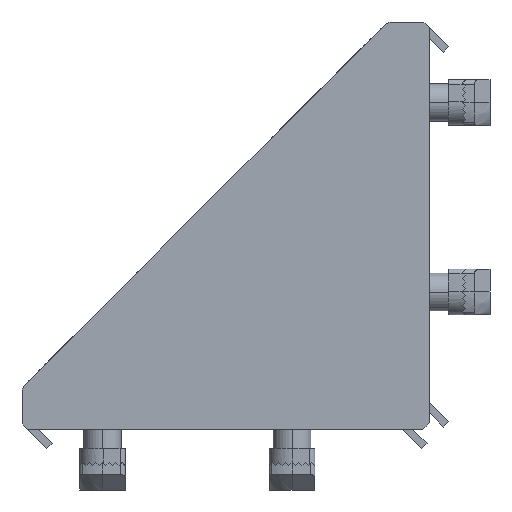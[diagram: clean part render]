
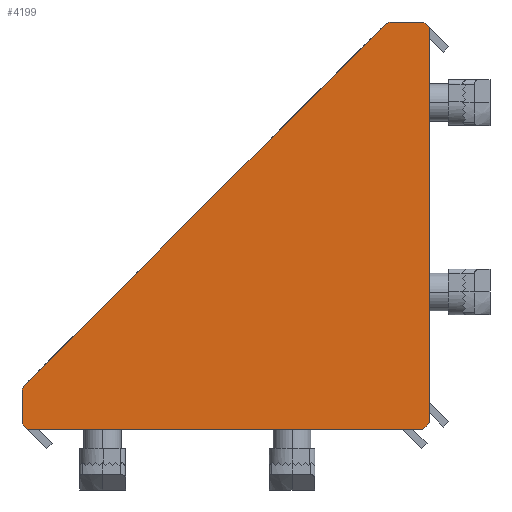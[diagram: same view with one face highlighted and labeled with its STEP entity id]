
A CAD part, left-side view. The second image highlights one B-rep face of the part: STEP entity #4199.
In plain terms, the highlighted planar face has unit normal (-1, 0, 0).
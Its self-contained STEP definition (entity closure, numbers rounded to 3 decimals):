
#362=DIRECTION('',(0.,-0.707,-0.707));
#363=VECTOR('',#362,1.622);
#364=CARTESIAN_POINT('',(-44.,1.147,86.));
#365=LINE('',#364,#363);
#369=DIRECTION('',(0.,0.,-1.));
#370=VECTOR('',#369,83.439);
#371=CARTESIAN_POINT('',(-44.,0.,84.853));
#372=LINE('',#371,#370);
#376=DIRECTION('',(0.,0.707,-0.707));
#377=VECTOR('',#376,2.);
#378=CARTESIAN_POINT('',(-44.,0.,1.414));
#379=LINE('',#378,#377);
#383=DIRECTION('',(0.,1.,0.));
#384=VECTOR('',#383,83.439);
#385=CARTESIAN_POINT('',(-44.,1.414,0.));
#386=LINE('',#385,#384);
#390=DIRECTION('',(0.,0.707,0.707));
#391=VECTOR('',#390,1.622);
#392=CARTESIAN_POINT('',(-44.,84.853,0.));
#393=LINE('',#392,#391);
#397=DIRECTION('',(0.,0.,1.));
#398=VECTOR('',#397,6.777);
#399=CARTESIAN_POINT('',(-44.,86.,1.147));
#400=LINE('',#399,#398);
#404=CARTESIAN_POINT('',(-44.,84.,7.924));
#405=DIRECTION('',(1.,0.,0.));
#406=DIRECTION('',(0.,1.,0.));
#407=AXIS2_PLACEMENT_3D('',#404,#405,#406);
#412=DIRECTION('',(0.,-0.707,0.707));
#413=VECTOR('',#412,107.588);
#414=CARTESIAN_POINT('',(-44.,85.414,9.338));
#415=LINE('',#414,#413);
#419=CARTESIAN_POINT('',(-44.,7.924,84.));
#420=DIRECTION('',(1.,0.,0.));
#421=DIRECTION('',(0.,0.707,0.707));
#422=AXIS2_PLACEMENT_3D('',#419,#420,#421);
#427=DIRECTION('',(0.,-1.,0.));
#428=VECTOR('',#427,6.777);
#429=CARTESIAN_POINT('',(-44.,7.924,86.));
#430=LINE('',#429,#428);
#3582=CARTESIAN_POINT('',(-44.,1.147,86.));
#3583=CARTESIAN_POINT('',(-44.,0.,84.853));
#3584=VERTEX_POINT('',#3582);
#3585=VERTEX_POINT('',#3583);
#3586=CARTESIAN_POINT('',(-44.,0.,1.414));
#3587=VERTEX_POINT('',#3586);
#3588=CARTESIAN_POINT('',(-44.,1.414,0.));
#3589=VERTEX_POINT('',#3588);
#3590=CARTESIAN_POINT('',(-44.,84.853,0.));
#3591=VERTEX_POINT('',#3590);
#3592=CARTESIAN_POINT('',(-44.,86.,1.147));
#3593=VERTEX_POINT('',#3592);
#3594=CARTESIAN_POINT('',(-44.,86.,7.924));
#3595=VERTEX_POINT('',#3594);
#3596=CARTESIAN_POINT('',(-44.,85.414,9.338));
#3597=VERTEX_POINT('',#3596);
#3598=CARTESIAN_POINT('',(-44.,9.338,85.414));
#3599=VERTEX_POINT('',#3598);
#3600=CARTESIAN_POINT('',(-44.,7.924,86.));
#3601=VERTEX_POINT('',#3600);
#4172=CARTESIAN_POINT('',(-44.,0.,0.));
#4173=DIRECTION('',(1.,0.,0.));
#4174=DIRECTION('',(0.,0.,-1.));
#4175=AXIS2_PLACEMENT_3D('',#4172,#4173,#4174);
#4176=PLANE('',#4175);
#4178=ORIENTED_EDGE('',*,*,#4177,.T.);
#4180=ORIENTED_EDGE('',*,*,#4179,.T.);
#4182=ORIENTED_EDGE('',*,*,#4181,.T.);
#4184=ORIENTED_EDGE('',*,*,#4183,.T.);
#4186=ORIENTED_EDGE('',*,*,#4185,.T.);
#4188=ORIENTED_EDGE('',*,*,#4187,.T.);
#4190=ORIENTED_EDGE('',*,*,#4189,.T.);
#4192=ORIENTED_EDGE('',*,*,#4191,.T.);
#4194=ORIENTED_EDGE('',*,*,#4193,.T.);
#4196=ORIENTED_EDGE('',*,*,#4195,.T.);
#4197=EDGE_LOOP('',(#4178,#4180,#4182,#4184,#4186,#4188,#4190,#4192,#4194,
#4196));
#4198=FACE_OUTER_BOUND('',#4197,.F.);
#408=CIRCLE('',#407,2.);
#423=CIRCLE('',#422,2.);
#4177=EDGE_CURVE('',#3584,#3585,#365,.T.);
#4179=EDGE_CURVE('',#3585,#3587,#372,.T.);
#4181=EDGE_CURVE('',#3587,#3589,#379,.T.);
#4183=EDGE_CURVE('',#3589,#3591,#386,.T.);
#4185=EDGE_CURVE('',#3591,#3593,#393,.T.);
#4187=EDGE_CURVE('',#3593,#3595,#400,.T.);
#4189=EDGE_CURVE('',#3595,#3597,#408,.T.);
#4191=EDGE_CURVE('',#3597,#3599,#415,.T.);
#4193=EDGE_CURVE('',#3599,#3601,#423,.T.);
#4195=EDGE_CURVE('',#3601,#3584,#430,.T.);
#4199=ADVANCED_FACE('',(#4198),#4176,.F.);
